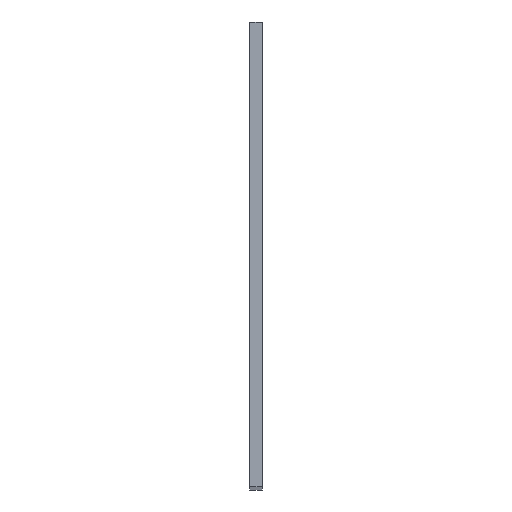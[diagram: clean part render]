
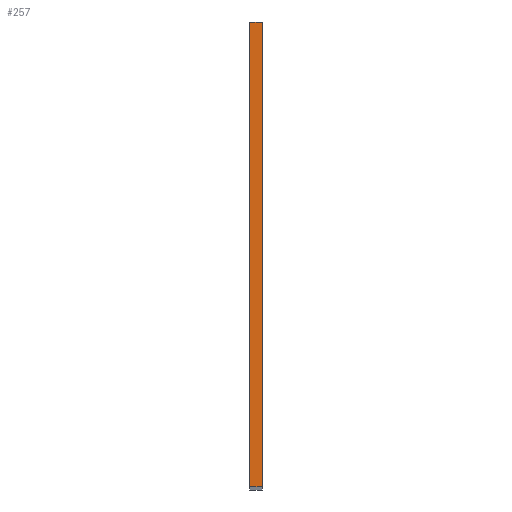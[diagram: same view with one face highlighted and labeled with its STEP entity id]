
A CAD part, top view. The second image highlights one B-rep face of the part: STEP entity #257.
In plain terms, the highlighted planar face has unit normal (0, 0, 1).
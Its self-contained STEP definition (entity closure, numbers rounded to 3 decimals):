
#2 = LINE ( 'NONE', #1073, #6 ) ;
#6 = VECTOR ( 'NONE', #1070, 1000. ) ;
#24 = LINE ( 'NONE', #1029, #30 ) ;
#30 = VECTOR ( 'NONE', #1015, 1000. ) ;
#110 = LINE ( 'NONE', #1194, #113 ) ;
#113 = VECTOR ( 'NONE', #1192, 1000. ) ;
#208 = AXIS2_PLACEMENT_3D ( 'NONE', #1114, #1092, #1087 ) ;
#257 = ADVANCED_FACE ( 'NONE', ( #861 ), #1101, .F. ) ;
#289 = EDGE_LOOP ( 'NONE', ( #614, #648, #557, #558 ) ) ;
#441 = VERTEX_POINT ( 'NONE', #1001 ) ;
#454 = VERTEX_POINT ( 'NONE', #971 ) ;
#470 = LINE ( 'NONE', #820, #471 ) ;
#471 = VECTOR ( 'NONE', #819, 1000. ) ;
#557 = ORIENTED_EDGE ( 'NONE', *, *, #752, .F. ) ;
#558 = ORIENTED_EDGE ( 'NONE', *, *, #780, .F. ) ;
#575 = VERTEX_POINT ( 'NONE', #923 ) ;
#596 = VERTEX_POINT ( 'NONE', #802 ) ;
#614 = ORIENTED_EDGE ( 'NONE', *, *, #739, .T. ) ;
#648 = ORIENTED_EDGE ( 'NONE', *, *, #712, .F. ) ;
#712 = EDGE_CURVE ( 'NONE', #454, #441, #110, .T. ) ;
#739 = EDGE_CURVE ( 'NONE', #575, #441, #2, .T. ) ;
#752 = EDGE_CURVE ( 'NONE', #596, #454, #24, .T. ) ;
#780 = EDGE_CURVE ( 'NONE', #575, #596, #470, .T. ) ;
#802 = CARTESIAN_POINT ( 'NONE',  ( 0., 0., 90. ) ) ;
#819 = DIRECTION ( 'NONE',  ( -1., 0., 0. ) ) ;
#820 = CARTESIAN_POINT ( 'NONE',  ( 1.2, 0., 90. ) ) ;
#861 = FACE_OUTER_BOUND ( 'NONE', #289, .T. ) ;
#923 = CARTESIAN_POINT ( 'NONE',  ( 1.2, 0., 90. ) ) ;
#971 = CARTESIAN_POINT ( 'NONE',  ( 0., 45., 90. ) ) ;
#1001 = CARTESIAN_POINT ( 'NONE',  ( 1.2, 45., 90. ) ) ;
#1015 = DIRECTION ( 'NONE',  ( 0., 1., 0. ) ) ;
#1029 = CARTESIAN_POINT ( 'NONE',  ( 0., 45., 90. ) ) ;
#1070 = DIRECTION ( 'NONE',  ( 0., 1., 0. ) ) ;
#1073 = CARTESIAN_POINT ( 'NONE',  ( 1.2, 45., 90. ) ) ;
#1087 = DIRECTION ( 'NONE',  ( -1., 0., 0. ) ) ;
#1092 = DIRECTION ( 'NONE',  ( 0., 0., -1. ) ) ;
#1101 = PLANE ( 'NONE',  #208 ) ;
#1114 = CARTESIAN_POINT ( 'NONE',  ( 1.2, 45., 90. ) ) ;
#1192 = DIRECTION ( 'NONE',  ( 1., 0., 0. ) ) ;
#1194 = CARTESIAN_POINT ( 'NONE',  ( 0., 45., 90. ) ) ;
